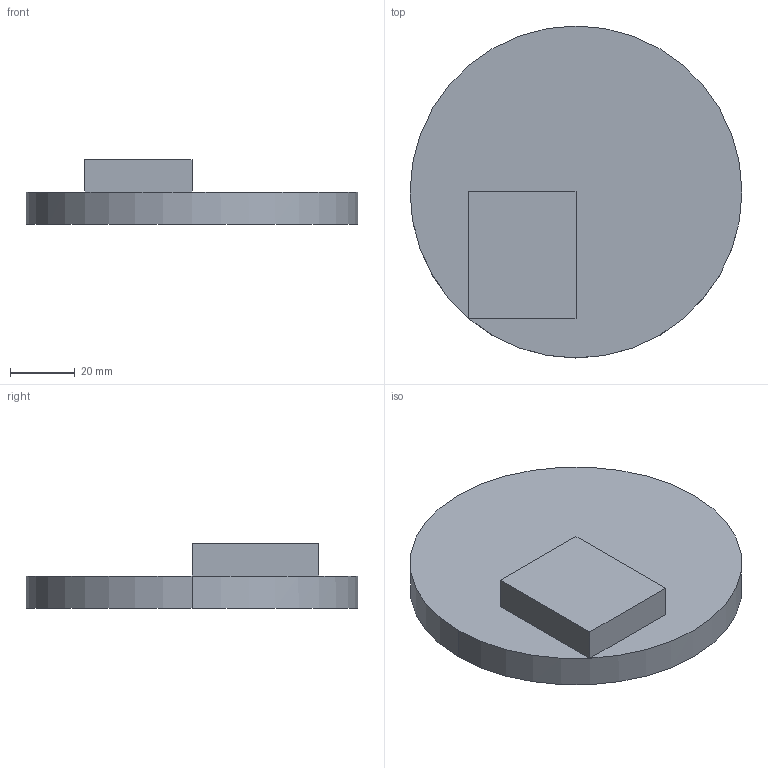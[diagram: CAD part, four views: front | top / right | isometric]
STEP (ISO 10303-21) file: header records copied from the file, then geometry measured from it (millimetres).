
FILE_DESCRIPTION (( 'STEP AP203' ), '1' );
FILE_NAME ('Part1.SLDPRT.stp', '2022-01-02T16:05:52', ( '' ), ( '' ), 'SwSTEP 2.0', 'SolidWorks 2020', '' );
FILE_SCHEMA (( 'CONFIG_CONTROL_DESIGN' ));
Length unit declared in the file: millimetre
Products named in the file (1): Part1.SLDPRT
Bounding box: 102.74 x 102.74 x 20 mm (x, y, z)
Volume: 95919.3 mm3; surface area: 21257.2 mm2
Topology: 1 solids, 1 shells, 9 faces, 19 edges, 12 vertices
Faces by surface type: plane 7, cylinder 2
Entity records: 319 total; most frequent: DIRECTION 44, CARTESIAN_POINT 41, ORIENTED_EDGE 38, EDGE_CURVE 19, AXIS2_PLACEMENT_3D 15, LINE 14, VECTOR 14, VERTEX_POINT 12
